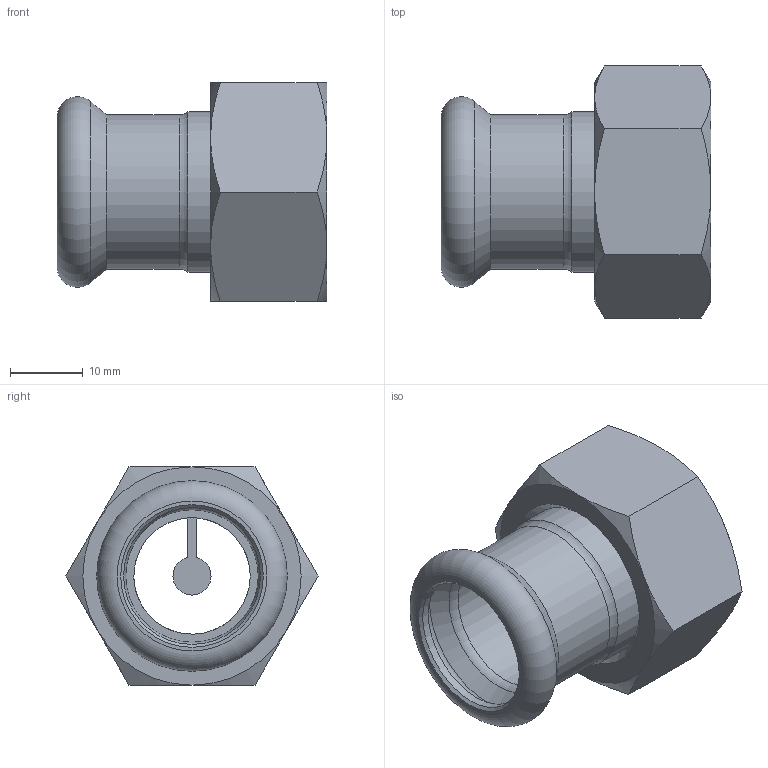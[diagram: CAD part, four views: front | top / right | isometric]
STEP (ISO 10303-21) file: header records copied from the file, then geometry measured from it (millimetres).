
FILE_DESCRIPTION(/* description */ (''),/* implementation_level */ '2;1');
FILE_NAME(/* name */ '35033.stp',/* time_stamp */ '2014-04-01T20:46:49+02:00',/* author */ ('bruh'),/* organization */ (''),/* preprocessor_version */ 'ST-DEVELOPER v15.2',/* originating_system */ 'Autodesk Inventor 2014',/* authorisation */ '');
FILE_SCHEMA (('AUTOMOTIVE_DESIGN { 1 0 10303 214 3 1 1 }'));
Length unit declared in the file: millimetre
Products named in the file (4): 101246; 101135; 400783; 35033
Bounding box: 37.1 x 34.64 x 30 mm (x, y, z)
Volume: 8944.8 mm3; surface area: 7863.1 mm2
Topology: 2 solids, 2 shells, 47 faces, 102 edges, 61 vertices
Faces by surface type: cone 18, plane 15, cylinder 9, torus 5
Full cylindrical faces by diameter (mm): 16 x1, 18.2 x1, 18.8 x1, 21.2 x1, 22 x2, 22.1 x1, 24.117 x1
Entity records: 1224 total; most frequent: CARTESIAN_POINT 234, DIRECTION 200, ORIENTED_EDGE 154, AXIS2_PLACEMENT_3D 93, EDGE_CURVE 77, EDGE_LOOP 72, VERTEX_POINT 55, ADVANCED_FACE 47
